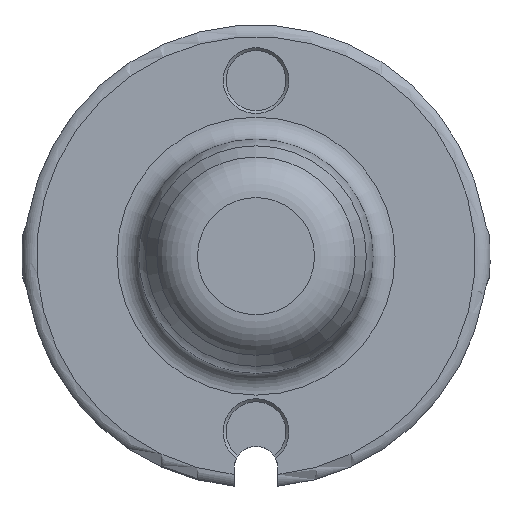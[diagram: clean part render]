
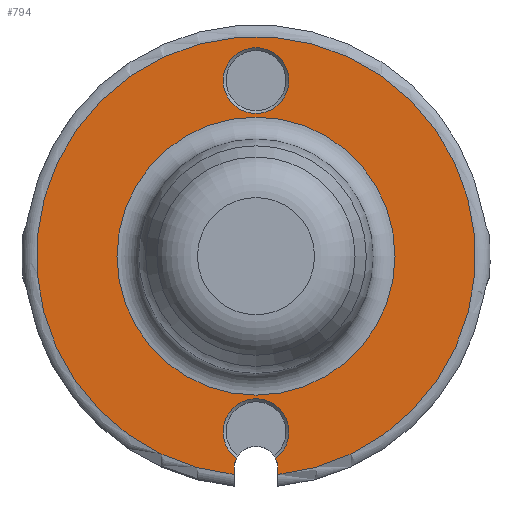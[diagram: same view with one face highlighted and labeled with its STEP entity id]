
A CAD part, front view. The second image highlights one B-rep face of the part: STEP entity #794.
In plain terms, the highlighted planar face has unit normal (0, -1, 0).
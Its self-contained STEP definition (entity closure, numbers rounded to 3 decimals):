
#18 = ORIENTED_EDGE ( 'NONE', *, *, #167, .F. ) ;
#35 = LINE ( 'NONE', #432, #695 ) ;
#38 = CIRCLE ( 'NONE', #486, 9.5 ) ;
#46 = VERTEX_POINT ( 'NONE', #64 ) ;
#58 = EDGE_LOOP ( 'NONE', ( #502 ) ) ;
#64 = CARTESIAN_POINT ( 'NONE',  ( -1.333, 8.8, -13.813 ) ) ;
#78 = CARTESIAN_POINT ( 'NONE',  ( -1.5, 8.8, -14.5 ) ) ;
#134 = PLANE ( 'NONE',  #394 ) ;
#135 = AXIS2_PLACEMENT_3D ( 'NONE', #140, #590, #1173 ) ;
#140 = CARTESIAN_POINT ( 'NONE',  ( 0., 8.8, -14.5 ) ) ;
#163 = CARTESIAN_POINT ( 'NONE',  ( 0., 8.8, 9.75 ) ) ;
#167 = EDGE_CURVE ( 'NONE', #884, #46, #403, .T. ) ;
#171 = VERTEX_POINT ( 'NONE', #163 ) ;
#172 = VERTEX_POINT ( 'NONE', #78 ) ;
#221 = DIRECTION ( 'NONE',  ( 0., 0., 1. ) ) ;
#236 = ORIENTED_EDGE ( 'NONE', *, *, #612, .F. ) ;
#237 = CARTESIAN_POINT ( 'NONE',  ( 1.5, 8.8, -14.5 ) ) ;
#294 = LINE ( 'NONE', #842, #547 ) ;
#304 = DIRECTION ( 'NONE',  ( 0., 0., -1. ) ) ;
#325 = CARTESIAN_POINT ( 'NONE',  ( -1.5, 8.8, -14.925 ) ) ;
#337 = EDGE_CURVE ( 'NONE', #627, #748, #35, .T. ) ;
#376 = DIRECTION ( 'NONE',  ( 0., 1., 0. ) ) ;
#394 = AXIS2_PLACEMENT_3D ( 'NONE', #512, #881, #1165 ) ;
#403 = CIRCLE ( 'NONE', #1090, 2.25 ) ;
#421 = ORIENTED_EDGE ( 'NONE', *, *, #655, .T. ) ;
#425 = EDGE_LOOP ( 'NONE', ( #793, #605, #715, #236, #705, #18 ) ) ;
#432 = CARTESIAN_POINT ( 'NONE',  ( 1.5, 8.8, -14.5 ) ) ;
#454 = VERTEX_POINT ( 'NONE', #826 ) ;
#469 = CARTESIAN_POINT ( 'NONE',  ( 0., 8.8, 0. ) ) ;
#473 = DIRECTION ( 'NONE',  ( 0., 0., -1. ) ) ;
#486 = AXIS2_PLACEMENT_3D ( 'NONE', #469, #376, #1123 ) ;
#502 = ORIENTED_EDGE ( 'NONE', *, *, #588, .F. ) ;
#512 = CARTESIAN_POINT ( 'NONE',  ( -15., 8.8, 0. ) ) ;
#525 = DIRECTION ( 'NONE',  ( 0., -1., 0. ) ) ;
#545 = DIRECTION ( 'NONE',  ( 0., -1., 0. ) ) ;
#547 = VECTOR ( 'NONE', #670, 1000. ) ;
#588 = EDGE_CURVE ( 'NONE', #171, #171, #873, .T. ) ;
#590 = DIRECTION ( 'NONE',  ( 0., -1., 0. ) ) ;
#595 = FACE_BOUND ( 'NONE', #999, .T. ) ;
#605 = ORIENTED_EDGE ( 'NONE', *, *, #337, .F. ) ;
#608 = AXIS2_PLACEMENT_3D ( 'NONE', #982, #972, #889 ) ;
#612 = EDGE_CURVE ( 'NONE', #172, #690, #294, .T. ) ;
#616 = CARTESIAN_POINT ( 'NONE',  ( 0., 8.8, -14.5 ) ) ;
#627 = VERTEX_POINT ( 'NONE', #746 ) ;
#644 = CARTESIAN_POINT ( 'NONE',  ( 0., 8.8, -12. ) ) ;
#655 = EDGE_CURVE ( 'NONE', #454, #454, #38, .T. ) ;
#665 = CIRCLE ( 'NONE', #135, 1.5 ) ;
#670 = DIRECTION ( 'NONE',  ( 0., 0., -1. ) ) ;
#679 = FACE_OUTER_BOUND ( 'NONE', #425, .T. ) ;
#690 = VERTEX_POINT ( 'NONE', #325 ) ;
#695 = VECTOR ( 'NONE', #221, 1000. ) ;
#705 = ORIENTED_EDGE ( 'NONE', *, *, #778, .F. ) ;
#715 = ORIENTED_EDGE ( 'NONE', *, *, #763, .F. ) ;
#746 = CARTESIAN_POINT ( 'NONE',  ( 1.5, 8.8, -14.925 ) ) ;
#748 = VERTEX_POINT ( 'NONE', #237 ) ;
#763 = EDGE_CURVE ( 'NONE', #690, #627, #1041, .T. ) ;
#768 = EDGE_CURVE ( 'NONE', #748, #884, #665, .T. ) ;
#778 = EDGE_CURVE ( 'NONE', #46, #172, #1099, .T. ) ;
#793 = ORIENTED_EDGE ( 'NONE', *, *, #768, .F. ) ;
#794 = ADVANCED_FACE ( 'NONE', ( #679, #967, #595 ), #134, .T. ) ;
#814 = CARTESIAN_POINT ( 'NONE',  ( 1.333, 8.8, -13.813 ) ) ;
#826 = CARTESIAN_POINT ( 'NONE',  ( 0., 8.8, 9.5 ) ) ;
#842 = CARTESIAN_POINT ( 'NONE',  ( -1.5, 8.8, -14.5 ) ) ;
#846 = DIRECTION ( 'NONE',  ( 0., -1., 0. ) ) ;
#873 = CIRCLE ( 'NONE', #959, 2.25 ) ;
#881 = DIRECTION ( 'NONE',  ( 0., -1., 0. ) ) ;
#884 = VERTEX_POINT ( 'NONE', #814 ) ;
#889 = DIRECTION ( 'NONE',  ( 0., 0., 1. ) ) ;
#959 = AXIS2_PLACEMENT_3D ( 'NONE', #1119, #846, #473 ) ;
#967 = FACE_BOUND ( 'NONE', #58, .T. ) ;
#972 = DIRECTION ( 'NONE',  ( 0., 1., 0. ) ) ;
#982 = CARTESIAN_POINT ( 'NONE',  ( 0., 8.8, 0. ) ) ;
#999 = EDGE_LOOP ( 'NONE', ( #421 ) ) ;
#1021 = DIRECTION ( 'NONE',  ( 0., 0., -1. ) ) ;
#1041 = CIRCLE ( 'NONE', #608, 15. ) ;
#1090 = AXIS2_PLACEMENT_3D ( 'NONE', #644, #545, #1021 ) ;
#1099 = CIRCLE ( 'NONE', #1198, 1.5 ) ;
#1119 = CARTESIAN_POINT ( 'NONE',  ( 0., 8.8, 12. ) ) ;
#1123 = DIRECTION ( 'NONE',  ( 0., 0., 1. ) ) ;
#1165 = DIRECTION ( 'NONE',  ( 0., 0., -1. ) ) ;
#1173 = DIRECTION ( 'NONE',  ( 0., 0., -1. ) ) ;
#1198 = AXIS2_PLACEMENT_3D ( 'NONE', #616, #525, #304 ) ;
